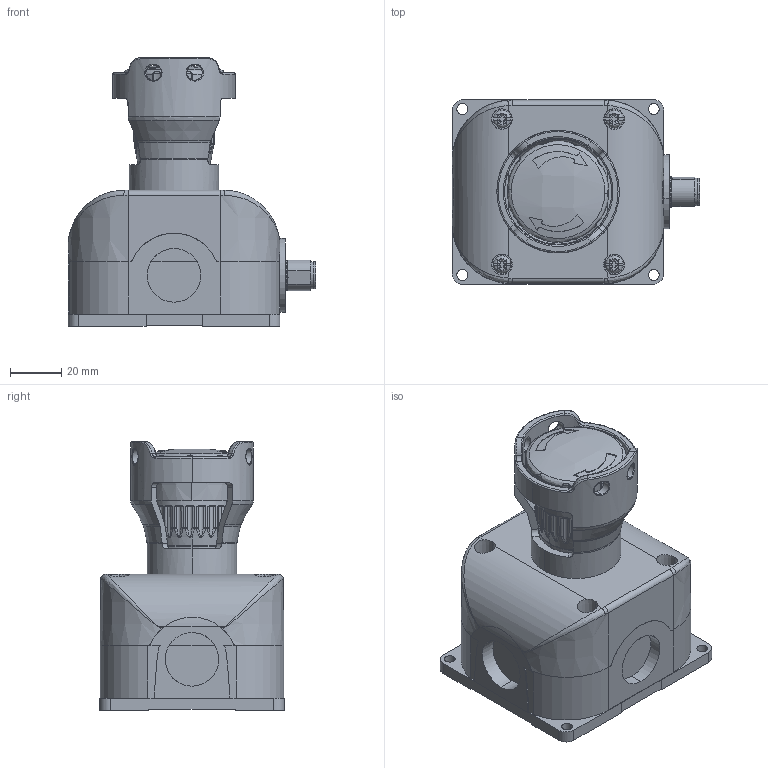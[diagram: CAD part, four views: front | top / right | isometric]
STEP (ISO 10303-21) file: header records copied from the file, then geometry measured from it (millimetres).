
FILE_DESCRIPTION (( 'STEP AP203' ), '1' );
FILE_NAME ('SB115-102-G-M.step', '2025-02-06T16:39:15', ( '' ), ( '' ), 'SwSTEP 2.0', 'SolidWorks 2024', '' );
FILE_SCHEMA (( 'CONFIG_CONTROL_DESIGN' ));
Length unit declared in the file: inch
Products named in the file (1): SB115-102-G-M
Bounding box: 97.05 x 72.29 x 105.3 mm (x, y, z)
Volume: 255026.8 mm3; surface area: 83147.7 mm2
Topology: 7 solids, 10 shells, 1233 faces, 3223 edges, 2054 vertices
Faces by surface type: plane 436, bspline 349, cylinder 345, cone 103
Entity records: 54154 total; most frequent: CARTESIAN_POINT 26806, ORIENTED_EDGE 6410, DIRECTION 4610, EDGE_CURVE 3205, VERTEX_POINT 2054, AXIS2_PLACEMENT_3D 1712, EDGE_LOOP 1335, FACE_OUTER_BOUND 1233
